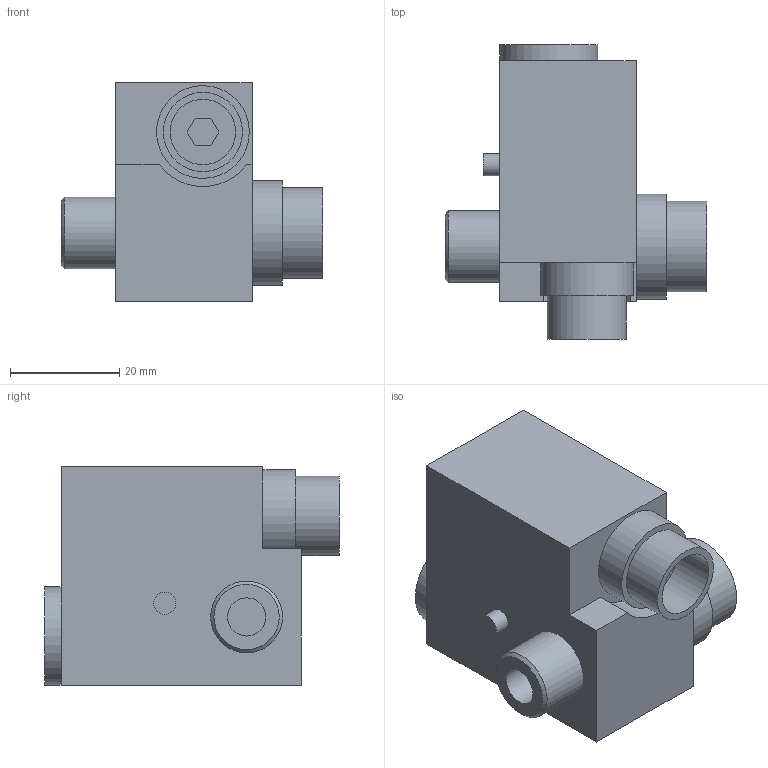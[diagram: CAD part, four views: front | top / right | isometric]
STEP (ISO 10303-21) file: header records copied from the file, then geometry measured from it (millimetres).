
FILE_DESCRIPTION(/* description */ (''),/* implementation_level */ '2;1');
FILE_NAME(/* name */ '481 000 00.stp',/* time_stamp */ '2015-10-22T15:23:39+02:00',/* author */ ('Lars'),/* organization */ ('AVAC Vakuumteknik AB'),/* preprocessor_version */ 'ST-DEVELOPER v16.1',/* originating_system */ 'Autodesk Inventor 2016',/* authorisation */ '');
FILE_SCHEMA (('AUTOMOTIVE_DESIGN { 1 0 10303 214 3 1 1 }'));
Length unit declared in the file: millimetre
Products named in the file (1): 481 000 00 Solid
Bounding box: 48 x 54 x 40 mm (x, y, z)
Volume: 46493.3 mm3; surface area: 10575.4 mm2
Topology: 1 solids, 1 shells, 46 faces, 95 edges, 62 vertices
Faces by surface type: plane 34, cylinder 11, cone 1
Full cylindrical faces by diameter (mm): 4.1 x1, 7 x1, 11.8 x1, 12 x1, 13.157 x1, 14.5 x1, 16.6 x1, 17 x1, 18 x1, 19.2 x1
Entity records: 1180 total; most frequent: DIRECTION 202, CARTESIAN_POINT 193, ORIENTED_EDGE 168, EDGE_CURVE 84, AXIS2_PLACEMENT_3D 71, EDGE_LOOP 68, VERTEX_POINT 62, LINE 60
